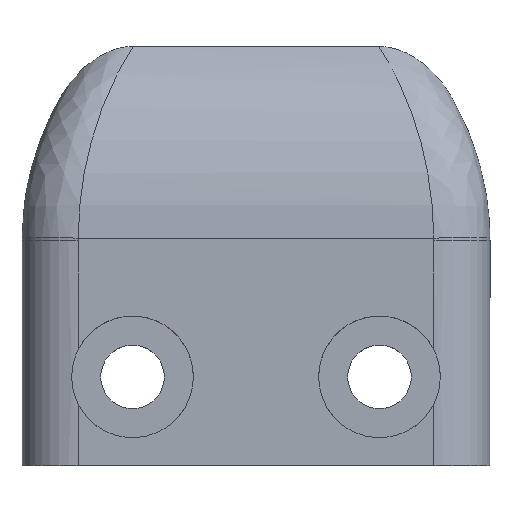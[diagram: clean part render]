
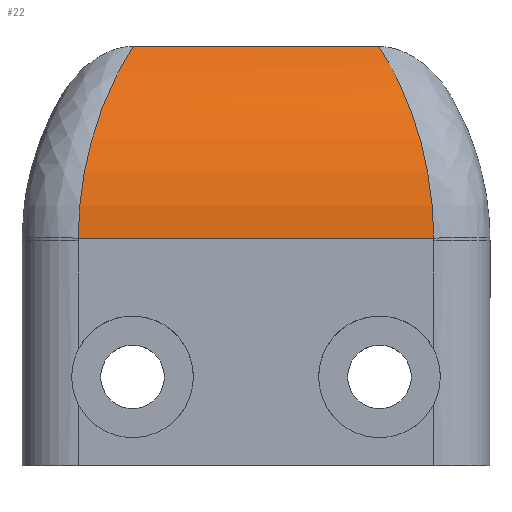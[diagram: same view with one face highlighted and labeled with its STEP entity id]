
A CAD part, top view. The second image highlights one B-rep face of the part: STEP entity #22.
In plain terms, the highlighted cylindrical face has radius 13 mm (diameter 26 mm), a partial arc.
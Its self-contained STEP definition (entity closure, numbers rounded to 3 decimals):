
#22 = ADVANCED_FACE ( 'NONE', ( #916 ), #634, .T. ) ;
#26 = CARTESIAN_POINT ( 'NONE',  ( 3.419, 16.144, 4.38 ) ) ;
#32 = CARTESIAN_POINT ( 'NONE',  ( 20.82, 18.84, 3.155 ) ) ;
#69 = DIRECTION ( 'NONE',  ( 1., 0., 0. ) ) ;
#79 = CARTESIAN_POINT ( 'NONE',  ( 21.999, 12.147, 5. ) ) ;
#96 = CARTESIAN_POINT ( 'NONE',  ( 3.759, 17.535, 3.841 ) ) ;
#105 = CARTESIAN_POINT ( 'NONE',  ( 20.969, 18.413, 3.401 ) ) ;
#126 = CARTESIAN_POINT ( 'NONE',  ( 15.421, 12.147, 5. ) ) ;
#163 = CARTESIAN_POINT ( 'NONE',  ( 21.999, 12.147, 5. ) ) ;
#169 = CARTESIAN_POINT ( 'NONE',  ( 4.665, 20.044, 2.337 ) ) ;
#180 = AXIS2_PLACEMENT_3D ( 'NONE', #238, #69, #690 ) ;
#212 = VECTOR ( 'NONE', #357, 1000. ) ;
#238 = CARTESIAN_POINT ( 'NONE',  ( 4.029, 12.147, -8. ) ) ;
#239 = CARTESIAN_POINT ( 'NONE',  ( 3.01, 13.177, 5. ) ) ;
#244 = CARTESIAN_POINT ( 'NONE',  ( 21.99, 13.177, 5. ) ) ;
#249 = ORIENTED_EDGE ( 'NONE', *, *, #408, .T. ) ;
#269 = VERTEX_POINT ( 'NONE', #79 ) ;
#281 = CARTESIAN_POINT ( 'NONE',  ( 3.001, 12.147, 5. ) ) ;
#317 = CARTESIAN_POINT ( 'NONE',  ( 4.18, 18.84, 3.155 ) ) ;
#325 = CARTESIAN_POINT ( 'NONE',  ( 3.324, 15.657, 4.527 ) ) ;
#330 = CARTESIAN_POINT ( 'NONE',  ( 20.502, 19.657, 2.622 ) ) ;
#349 = CARTESIAN_POINT ( 'NONE',  ( 5.944, 22.394, 0. ) ) ;
#353 = ORIENTED_EDGE ( 'NONE', *, *, #723, .T. ) ;
#357 = DIRECTION ( 'NONE',  ( -1., 0., 0. ) ) ;
#377 = VERTEX_POINT ( 'NONE', #349 ) ;
#393 = CARTESIAN_POINT ( 'NONE',  ( 4.031, 18.413, 3.401 ) ) ;
#408 = EDGE_CURVE ( 'NONE', #840, #377, #669, .T. ) ;
#423 = ORIENTED_EDGE ( 'NONE', *, *, #983, .F. ) ;
#463 = ORIENTED_EDGE ( 'NONE', *, *, #804, .T. ) ;
#481 = CARTESIAN_POINT ( 'NONE',  ( 21.364, 17.081, 4.037 ) ) ;
#508 = CARTESIAN_POINT ( 'NONE',  ( 4.029, 22.394, 0. ) ) ;
#520 = B_SPLINE_CURVE_WITH_KNOTS ( 'NONE', 3,
 ( #163, #244, #713, #557, #947, #481, #791, #105, #32, #330, #648, #568, #874, #631 ),
 .UNSPECIFIED., .F., .F.,
 ( 4, 2, 2, 2, 2, 2, 4 ),
 ( 0., 0.003, 0.005, 0.006, 0.008, 0.009, 0.012 ),
 .UNSPECIFIED. ) ;
#552 = CARTESIAN_POINT ( 'NONE',  ( 3.001, 12.147, 5. ) ) ;
#557 = CARTESIAN_POINT ( 'NONE',  ( 21.676, 15.657, 4.527 ) ) ;
#562 = CARTESIAN_POINT ( 'NONE',  ( 5.187, 21.147, 1.428 ) ) ;
#568 = CARTESIAN_POINT ( 'NONE',  ( 19.813, 21.147, 1.428 ) ) ;
#586 = EDGE_LOOP ( 'NONE', ( #423, #463, #249, #353 ) ) ;
#631 = CARTESIAN_POINT ( 'NONE',  ( 19.056, 22.394, 0. ) ) ;
#634 = CYLINDRICAL_SURFACE ( 'NONE', #180, 13. ) ;
#635 = CARTESIAN_POINT ( 'NONE',  ( 3.636, 17.081, 4.037 ) ) ;
#642 = VECTOR ( 'NONE', #881, 1000. ) ;
#648 = CARTESIAN_POINT ( 'NONE',  ( 20.335, 20.044, 2.337 ) ) ;
#661 = CARTESIAN_POINT ( 'NONE',  ( 19.056, 22.394, 0. ) ) ;
#669 = LINE ( 'NONE', #508, #212 ) ;
#676 = B_SPLINE_CURVE_WITH_KNOTS ( 'NONE', 3,
 ( #929, #720, #562, #169, #866, #317, #393, #96, #635, #26, #325, #788, #239, #552 ),
 .UNSPECIFIED., .F., .F.,
 ( 4, 2, 2, 2, 2, 2, 4 ),
 ( 0., 0.003, 0.005, 0.006, 0.008, 0.009, 0.012 ),
 .UNSPECIFIED. ) ;
#690 = DIRECTION ( 'NONE',  ( 0., 0., -1. ) ) ;
#713 = CARTESIAN_POINT ( 'NONE',  ( 21.905, 14.183, 4.879 ) ) ;
#720 = CARTESIAN_POINT ( 'NONE',  ( 5.561, 21.807, 0.752 ) ) ;
#723 = EDGE_CURVE ( 'NONE', #377, #949, #676, .T. ) ;
#788 = CARTESIAN_POINT ( 'NONE',  ( 3.095, 14.183, 4.879 ) ) ;
#791 = CARTESIAN_POINT ( 'NONE',  ( 21.241, 17.535, 3.841 ) ) ;
#804 = EDGE_CURVE ( 'NONE', #269, #840, #520, .T. ) ;
#822 = LINE ( 'NONE', #126, #642 ) ;
#840 = VERTEX_POINT ( 'NONE', #661 ) ;
#866 = CARTESIAN_POINT ( 'NONE',  ( 4.498, 19.657, 2.622 ) ) ;
#874 = CARTESIAN_POINT ( 'NONE',  ( 19.439, 21.807, 0.752 ) ) ;
#881 = DIRECTION ( 'NONE',  ( -1., 0., 0. ) ) ;
#916 = FACE_OUTER_BOUND ( 'NONE', #586, .T. ) ;
#929 = CARTESIAN_POINT ( 'NONE',  ( 5.944, 22.394, 0. ) ) ;
#947 = CARTESIAN_POINT ( 'NONE',  ( 21.581, 16.144, 4.38 ) ) ;
#949 = VERTEX_POINT ( 'NONE', #281 ) ;
#983 = EDGE_CURVE ( 'NONE', #269, #949, #822, .T. ) ;
